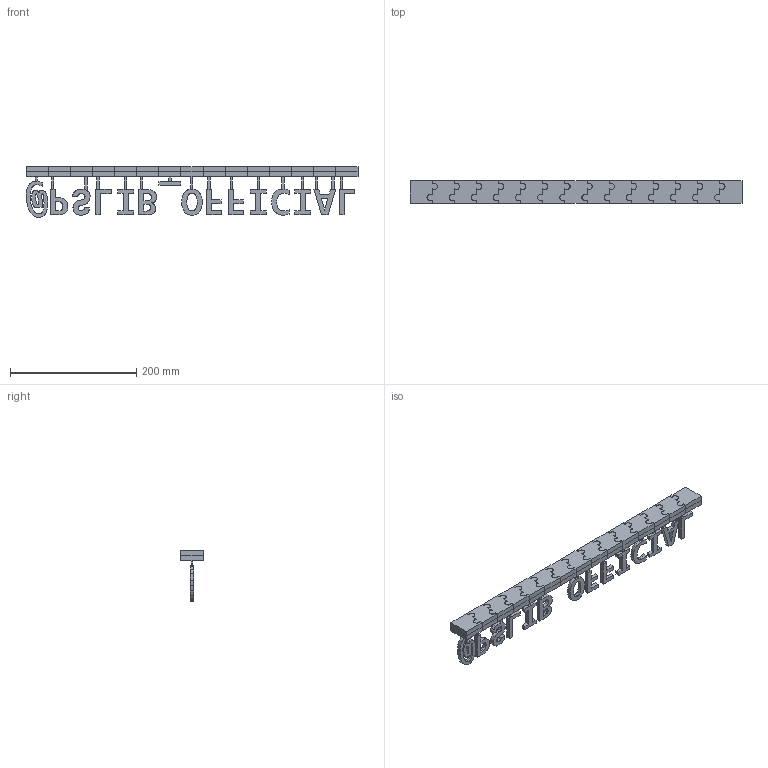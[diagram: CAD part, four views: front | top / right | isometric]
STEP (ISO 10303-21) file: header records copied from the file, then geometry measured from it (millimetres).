
FILE_DESCRIPTION(/* description */ (''),/* implementation_level */ '2;1');
FILE_NAME(/* name */ 'TextPlatform.step',/* time_stamp */ '2026-01-06T09:06:34+01:00',/* author */ (''),/* organization */ (''),/* preprocessor_version */ 'ST-DEVELOPER v20.1',/* originating_system */ 'Autodesk Translation Framework v14.21.0.0',/* authorisation */ '');
FILE_SCHEMA (('AUTOMOTIVE_DESIGN { 1 0 10303 214 3 1 1 }'));
Length unit declared in the file: millimetre
Products named in the file (30): Configuration 1; Left; Right; @; At; P; P_1; S; S_1; L; I; B; B_1; _; __1; O; O_1; F; F_1; F_2; I_1; C; C_1; I_2; I_3; A; A_1; L_1; L_2; Center
Assembly tree (45 placements, depth 3):
  Configuration 1
    Left
    Right
    Center  x13
    @
      At
    P
      P_1
    S
      S_1
    L
      L_2
    I
      I_3
    B
      B_1
    _
      __1
    O
      O_1
    F
      F_2
    F_1
      F_2
    I_1
      I_3
    C
      C_1
    I_2
      I_3
    A
      A_1
    L_1
      L_2
Bounding box: 525 x 35 x 79.95 mm (x, y, z)
Volume: 344474.4 mm3; surface area: 166826.7 mm2
Topology: 91 solids, 91 shells, 1179 faces, 2695 edges, 1756 vertices
Faces by surface type: plane 723, bspline 190, cylinder 146, cone 120
Full cylindrical faces by diameter (mm): 6 x30, 6.4 x60
Entity records: 24612 total; most frequent: CARTESIAN_POINT 7110, ORIENTED_EDGE 3582, DIRECTION 2954, EDGE_CURVE 1791, LINE 1170, VECTOR 1170, VERTEX_POINT 1164, AXIS2_PLACEMENT_3D 892
